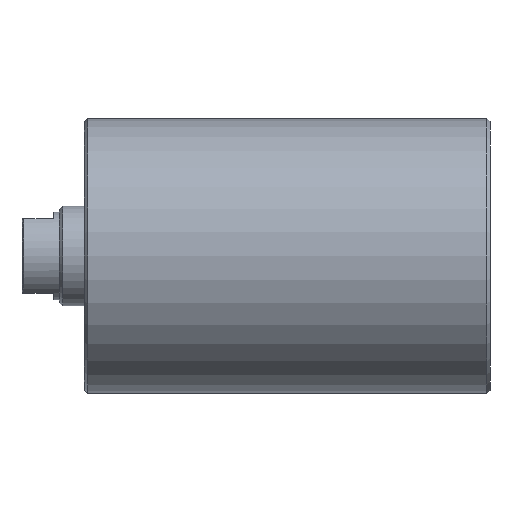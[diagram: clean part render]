
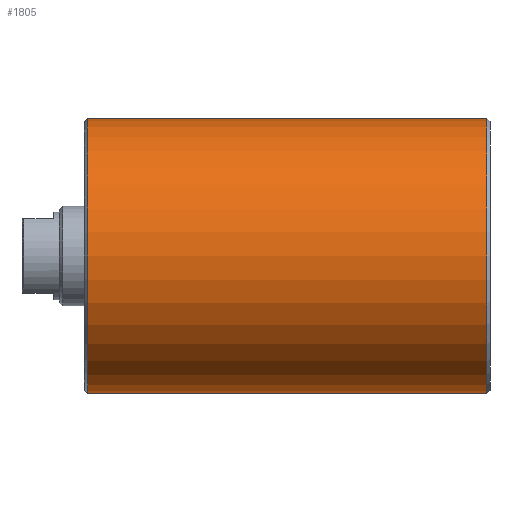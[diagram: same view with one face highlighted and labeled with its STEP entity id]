
A CAD part, left-side view. The second image highlights one B-rep face of the part: STEP entity #1805.
In plain terms, the highlighted cylindrical face has radius 22 mm (diameter 44 mm), a full revolution.
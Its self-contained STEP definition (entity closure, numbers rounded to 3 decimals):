
#80=LINE('',#2659,#106);
#81=LINE('',#2669,#107);
#82=LINE('',#2679,#108);
#83=LINE('',#2689,#109);
#106=VECTOR('',#2211,1000.);
#107=VECTOR('',#2212,1000.);
#108=VECTOR('',#2213,1000.);
#109=VECTOR('',#2214,1000.);
#130=B_SPLINE_CURVE_WITH_KNOTS('',3,(#2650,#2651,#2652,#2653,#2654,#2655,
#2656),.UNSPECIFIED.,.F.,.F.,(4,1,1,1,4),(0.,0.003,0.006,
0.009,0.012),.UNSPECIFIED.);
#131=B_SPLINE_CURVE_WITH_KNOTS('',3,(#2661,#2662,#2663,#2664,#2665,#2666,
#2667),.UNSPECIFIED.,.F.,.F.,(4,1,1,1,4),(0.,0.003,0.006,
0.009,0.012),.UNSPECIFIED.);
#132=B_SPLINE_CURVE_WITH_KNOTS('',3,(#2670,#2671,#2672,#2673,#2674,#2675,
#2676),.UNSPECIFIED.,.F.,.F.,(4,1,1,1,4),(0.,0.003,0.006,
0.009,0.012),.UNSPECIFIED.);
#133=B_SPLINE_CURVE_WITH_KNOTS('',3,(#2681,#2682,#2683,#2684,#2685,#2686,
#2687),.UNSPECIFIED.,.F.,.F.,(4,1,1,1,4),(0.,0.003,0.006,
0.009,0.012),.UNSPECIFIED.);
#198=ORIENTED_EDGE('',*,*,#464,.T.);
#199=ORIENTED_EDGE('',*,*,#465,.T.);
#200=ORIENTED_EDGE('',*,*,#466,.F.);
#201=ORIENTED_EDGE('',*,*,#467,.T.);
#202=ORIENTED_EDGE('',*,*,#468,.F.);
#203=ORIENTED_EDGE('',*,*,#469,.T.);
#204=ORIENTED_EDGE('',*,*,#470,.F.);
#205=ORIENTED_EDGE('',*,*,#471,.T.);
#206=ORIENTED_EDGE('',*,*,#472,.F.);
#207=ORIENTED_EDGE('',*,*,#473,.T.);
#464=EDGE_CURVE('',#595,#595,#715,.T.);
#465=EDGE_CURVE('',#596,#596,#716,.F.);
#466=EDGE_CURVE('',#597,#598,#130,.T.);
#467=EDGE_CURVE('',#597,#599,#80,.F.);
#468=EDGE_CURVE('',#600,#599,#131,.T.);
#469=EDGE_CURVE('',#600,#598,#81,.T.);
#470=EDGE_CURVE('',#601,#602,#132,.T.);
#471=EDGE_CURVE('',#601,#603,#82,.F.);
#472=EDGE_CURVE('',#604,#603,#133,.T.);
#473=EDGE_CURVE('',#604,#602,#83,.T.);
#595=VERTEX_POINT('',#2647);
#596=VERTEX_POINT('',#2649);
#597=VERTEX_POINT('',#2657);
#598=VERTEX_POINT('',#2658);
#599=VERTEX_POINT('',#2660);
#600=VERTEX_POINT('',#2668);
#601=VERTEX_POINT('',#2677);
#602=VERTEX_POINT('',#2678);
#603=VERTEX_POINT('',#2680);
#604=VERTEX_POINT('',#2688);
#715=CIRCLE('',#1950,22.);
#716=CIRCLE('',#1951,22.);
#814=EDGE_LOOP('',(#198));
#815=EDGE_LOOP('',(#199));
#816=EDGE_LOOP('',(#200,#201,#202,#203));
#817=EDGE_LOOP('',(#204,#205,#206,#207));
#992=FACE_BOUND('',#814,.T.);
#993=FACE_BOUND('',#815,.T.);
#994=FACE_BOUND('',#816,.T.);
#995=FACE_BOUND('',#817,.T.);
#1165=CYLINDRICAL_SURFACE('',#1949,22.);
#1805=ADVANCED_FACE('',(#992,#993,#994,#995),#1165,.T.);
#1949=AXIS2_PLACEMENT_3D('',#2645,#2205,#2206);
#1950=AXIS2_PLACEMENT_3D('',#2646,#2207,#2208);
#1951=AXIS2_PLACEMENT_3D('',#2648,#2209,#2210);
#2205=DIRECTION('',(0.,-1.,0.));
#2206=DIRECTION('',(0.,0.,-1.));
#2207=DIRECTION('',(0.,1.,0.));
#2208=DIRECTION('',(0.,0.,1.));
#2209=DIRECTION('',(0.,1.,0.));
#2210=DIRECTION('',(0.,0.,1.));
#2211=DIRECTION('',(0.,-1.,0.));
#2212=DIRECTION('',(0.,-1.,0.));
#2213=DIRECTION('',(0.,-1.,0.));
#2214=DIRECTION('',(0.,-1.,0.));
#2645=CARTESIAN_POINT('',(0.,65.,0.));
#2646=CARTESIAN_POINT('',(0.,0.5,0.));
#2647=CARTESIAN_POINT('',(0.,0.5,22.));
#2648=CARTESIAN_POINT('',(0.,64.5,0.));
#2649=CARTESIAN_POINT('',(0.,64.5,22.));
#2650=CARTESIAN_POINT('',(21.5,51.197,4.664));
#2651=CARTESIAN_POINT('',(21.579,50.253,4.299));
#2652=CARTESIAN_POINT('',(21.844,48.633,3.014));
#2653=CARTESIAN_POINT('',(22.078,47.684,0.003));
#2654=CARTESIAN_POINT('',(21.845,48.63,-3.01));
#2655=CARTESIAN_POINT('',(21.579,50.253,-4.299));
#2656=CARTESIAN_POINT('',(21.5,51.197,-4.664));
#2657=CARTESIAN_POINT('',(21.5,51.197,4.664));
#2658=CARTESIAN_POINT('',(21.5,51.197,-4.664));
#2659=CARTESIAN_POINT('',(21.5,65.,4.664));
#2660=CARTESIAN_POINT('',(21.5,54.803,4.664));
#2661=CARTESIAN_POINT('',(21.5,54.803,-4.664));
#2662=CARTESIAN_POINT('',(21.579,55.747,-4.299));
#2663=CARTESIAN_POINT('',(21.844,57.367,-3.014));
#2664=CARTESIAN_POINT('',(22.078,58.316,-0.003));
#2665=CARTESIAN_POINT('',(21.845,57.37,3.01));
#2666=CARTESIAN_POINT('',(21.579,55.747,4.299));
#2667=CARTESIAN_POINT('',(21.5,54.803,4.664));
#2668=CARTESIAN_POINT('',(21.5,54.803,-4.664));
#2669=CARTESIAN_POINT('',(21.5,65.,-4.664));
#2670=CARTESIAN_POINT('',(21.5,10.197,4.664));
#2671=CARTESIAN_POINT('',(21.579,9.253,4.299));
#2672=CARTESIAN_POINT('',(21.844,7.633,3.014));
#2673=CARTESIAN_POINT('',(22.078,6.684,0.003));
#2674=CARTESIAN_POINT('',(21.845,7.63,-3.01));
#2675=CARTESIAN_POINT('',(21.579,9.253,-4.299));
#2676=CARTESIAN_POINT('',(21.5,10.197,-4.664));
#2677=CARTESIAN_POINT('',(21.5,10.197,4.664));
#2678=CARTESIAN_POINT('',(21.5,10.197,-4.664));
#2679=CARTESIAN_POINT('',(21.5,65.,4.664));
#2680=CARTESIAN_POINT('',(21.5,13.803,4.664));
#2681=CARTESIAN_POINT('',(21.5,13.803,-4.664));
#2682=CARTESIAN_POINT('',(21.579,14.747,-4.299));
#2683=CARTESIAN_POINT('',(21.844,16.367,-3.014));
#2684=CARTESIAN_POINT('',(22.078,17.316,-0.003));
#2685=CARTESIAN_POINT('',(21.845,16.37,3.01));
#2686=CARTESIAN_POINT('',(21.579,14.747,4.299));
#2687=CARTESIAN_POINT('',(21.5,13.803,4.664));
#2688=CARTESIAN_POINT('',(21.5,13.803,-4.664));
#2689=CARTESIAN_POINT('',(21.5,65.,-4.664));
